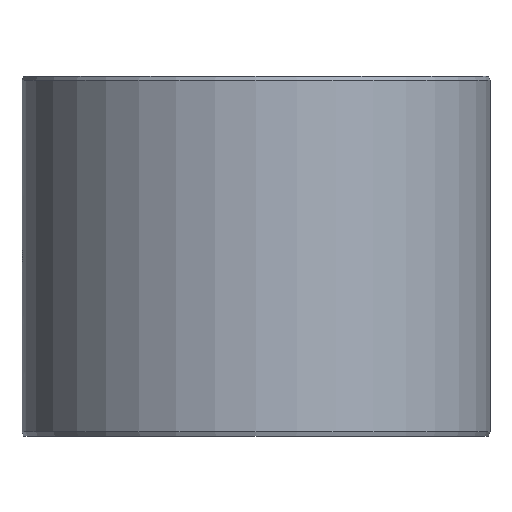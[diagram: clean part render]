
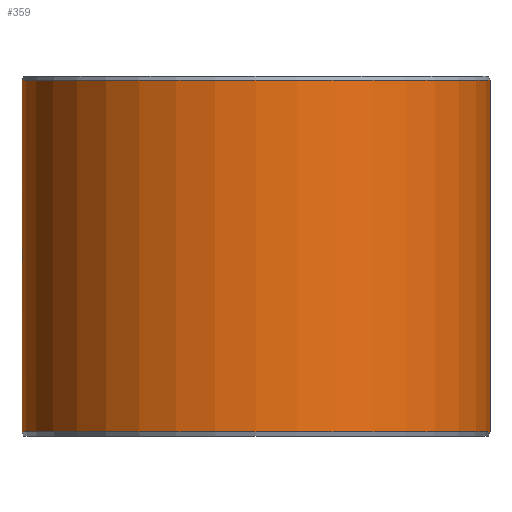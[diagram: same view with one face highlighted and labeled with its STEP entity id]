
A CAD part, left-side view. The second image highlights one B-rep face of the part: STEP entity #359.
In plain terms, the highlighted cylindrical face has radius 65 mm (diameter 130 mm), a partial arc.
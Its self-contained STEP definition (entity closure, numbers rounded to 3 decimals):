
#61=CARTESIAN_POINT('',(0.,65.,4.));
#62=CARTESIAN_POINT('',(-0.302,65.,4.));
#63=CARTESIAN_POINT('',(-0.89,64.996,3.935));
#64=CARTESIAN_POINT('',(-1.763,64.978,3.628));
#65=CARTESIAN_POINT('',(-2.514,64.953,3.154));
#66=CARTESIAN_POINT('',(-3.162,64.924,2.505));
#67=CARTESIAN_POINT('',(-3.635,64.899,1.748));
#68=CARTESIAN_POINT('',(-3.934,64.881,0.889));
#69=CARTESIAN_POINT('',(-4.,64.877,0.302));
#70=CARTESIAN_POINT('',(-4.,64.877,0.));
#72=CARTESIAN_POINT('',(0.,0.,48.8));
#73=DIRECTION('',(0.,0.,-1.));
#74=DIRECTION('',(0.,-1.,0.));
#75=AXIS2_PLACEMENT_3D('',#72,#73,#74);
#77=CARTESIAN_POINT('',(-4.,64.877,0.));
#78=CARTESIAN_POINT('',(-4.,64.877,-0.354));
#79=CARTESIAN_POINT('',(-3.91,64.882,-1.036));
#80=CARTESIAN_POINT('',(-3.508,64.906,-2.018));
#81=CARTESIAN_POINT('',(-2.861,64.938,-2.86));
#82=CARTESIAN_POINT('',(-2.029,64.971,-3.501));
#83=CARTESIAN_POINT('',(-1.038,64.994,-3.91));
#84=CARTESIAN_POINT('',(-0.354,65.,-4.));
#85=CARTESIAN_POINT('',(0.,65.,-4.));
#108=DIRECTION('',(0.,0.,-1.));
#109=VECTOR('',#108,44.8);
#110=CARTESIAN_POINT('',(0.,65.,-4.));
#111=LINE('',#110,#109);
#112=DIRECTION('',(0.,0.,-1.));
#113=VECTOR('',#112,97.6);
#114=CARTESIAN_POINT('',(0.,-65.,48.8));
#115=LINE('',#114,#113);
#121=DIRECTION('',(0.,0.,-1.));
#122=VECTOR('',#121,44.8);
#123=CARTESIAN_POINT('',(0.,65.,48.8));
#124=LINE('',#123,#122);
#183=CARTESIAN_POINT('',(0.,0.,-48.8));
#184=DIRECTION('',(0.,0.,-1.));
#185=DIRECTION('',(0.,-1.,0.));
#186=AXIS2_PLACEMENT_3D('',#183,#184,#185);
#234=CARTESIAN_POINT('',(0.,-65.,48.8));
#236=VERTEX_POINT('',#234);
#237=CARTESIAN_POINT('',(0.,-65.,-48.8));
#238=VERTEX_POINT('',#237);
#250=CARTESIAN_POINT('',(0.,65.,48.8));
#252=VERTEX_POINT('',#250);
#253=CARTESIAN_POINT('',(0.,65.,-48.8));
#255=VERTEX_POINT('',#253);
#261=VERTEX_POINT('',#61);
#262=VERTEX_POINT('',#70);
#263=VERTEX_POINT('',#85);
#339=CARTESIAN_POINT('',(0.,0.,55.));
#340=DIRECTION('',(0.,0.,-1.));
#341=DIRECTION('',(0.,-1.,0.));
#342=AXIS2_PLACEMENT_3D('',#339,#340,#341);
#343=CYLINDRICAL_SURFACE('',#342,65.);
#344=ORIENTED_EDGE('',*,*,#325,.F.);
#346=ORIENTED_EDGE('',*,*,#345,.F.);
#348=ORIENTED_EDGE('',*,*,#347,.F.);
#350=ORIENTED_EDGE('',*,*,#349,.T.);
#352=ORIENTED_EDGE('',*,*,#351,.T.);
#354=ORIENTED_EDGE('',*,*,#353,.F.);
#356=ORIENTED_EDGE('',*,*,#355,.F.);
#357=EDGE_LOOP('',(#344,#346,#348,#350,#352,#354,#356));
#358=FACE_OUTER_BOUND('',#357,.F.);
#359=ADVANCED_FACE('',(#358),#343,.T.);
#71=B_SPLINE_CURVE_WITH_KNOTS('',3,(#61,#62,#63,#64,#65,#66,#67,#68,#69,#70),
.UNSPECIFIED.,.F.,.F.,(4,1,1,1,1,1,1,4),(0.,0.143,
0.286,0.429,0.571,0.714,
0.857,1.),.UNSPECIFIED.);
#76=CIRCLE('',#75,65.);
#86=B_SPLINE_CURVE_WITH_KNOTS('',3,(#77,#78,#79,#80,#81,#82,#83,#84,#85),
.UNSPECIFIED.,.F.,.F.,(4,1,1,1,1,1,4),(0.,0.167,0.333,
0.5,0.667,0.833,1.),.UNSPECIFIED.);
#187=CIRCLE('',#186,65.);
#325=EDGE_CURVE('',#261,#262,#71,.T.);
#345=EDGE_CURVE('',#252,#261,#124,.T.);
#347=EDGE_CURVE('',#236,#252,#76,.T.);
#349=EDGE_CURVE('',#236,#238,#115,.T.);
#351=EDGE_CURVE('',#238,#255,#187,.T.);
#353=EDGE_CURVE('',#263,#255,#111,.T.);
#355=EDGE_CURVE('',#262,#263,#86,.T.);
